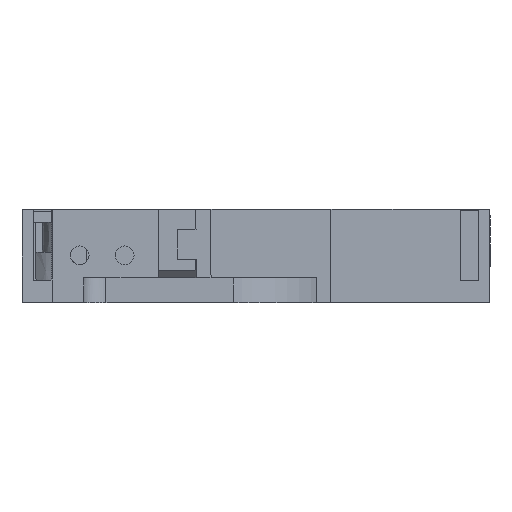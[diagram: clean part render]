
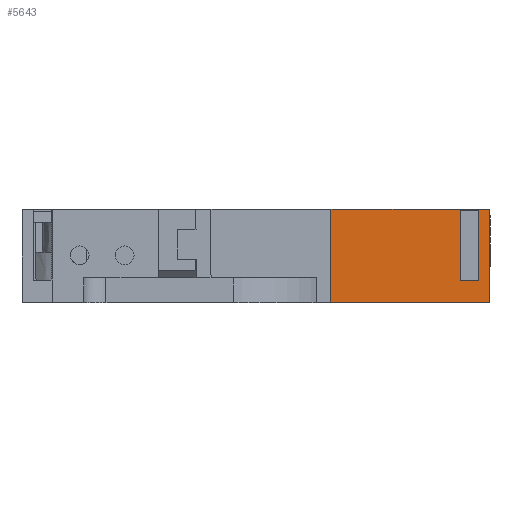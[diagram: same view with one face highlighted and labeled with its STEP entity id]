
A CAD part, front view. The second image highlights one B-rep face of the part: STEP entity #5643.
In plain terms, the highlighted planar face has unit normal (0, -1, 0).
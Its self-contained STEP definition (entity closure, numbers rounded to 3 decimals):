
#61 = PLANE ( 'NONE',  #9355 ) ;
#201 = CARTESIAN_POINT ( 'NONE',  ( 29.7, -39., -9.2 ) ) ;
#233 = CARTESIAN_POINT ( 'NONE',  ( 31.2, -39., 0.133 ) ) ;
#246 = CARTESIAN_POINT ( 'NONE',  ( 24.133, -39., -12.2 ) ) ;
#252 = VERTEX_POINT ( 'NONE', #1199 ) ;
#357 = CARTESIAN_POINT ( 'NONE',  ( 27.2, -39., -9.2 ) ) ;
#463 = CARTESIAN_POINT ( 'NONE',  ( 27.2, -39., 0.2 ) ) ;
#517 = CARTESIAN_POINT ( 'NONE',  ( 27.2, -39., 0. ) ) ;
#756 = VERTEX_POINT ( 'NONE', #7141 ) ;
#1087 = CARTESIAN_POINT ( 'NONE',  ( 21.533, -39., 0.2 ) ) ;
#1199 = CARTESIAN_POINT ( 'NONE',  ( 10., -39., -12.2 ) ) ;
#1324 = CARTESIAN_POINT ( 'NONE',  ( 29.7, -39., 0.2 ) ) ;
#1518 = EDGE_CURVE ( 'NONE', #2345, #7829, #1976, .T. ) ;
#1658 = CARTESIAN_POINT ( 'NONE',  ( 15.133, -39., 0.2 ) ) ;
#1667 = EDGE_CURVE ( 'NONE', #2345, #756, #4870, .T. ) ;
#1740 = CARTESIAN_POINT ( 'NONE',  ( 29.7, -39., -3.067 ) ) ;
#1976 = B_SPLINE_CURVE_WITH_KNOTS ( 'NONE', 3,
 ( #7240, #3528, #1087, #13541 ),
 .UNSPECIFIED., .F., .F.,
 ( 4, 4 ),
 ( 0., 1. ),
 .UNSPECIFIED. ) ;
#2345 = VERTEX_POINT ( 'NONE', #463 ) ;
#2385 = CARTESIAN_POINT ( 'NONE',  ( 29.7, -39., 0.133 ) ) ;
#2658 = VECTOR ( 'NONE', #4279, 1000. ) ;
#3136 = CARTESIAN_POINT ( 'NONE',  ( 10., -39., 0.2 ) ) ;
#3229 = ORIENTED_EDGE ( 'NONE', *, *, #14905, .T. ) ;
#3455 = VERTEX_POINT ( 'NONE', #11418 ) ;
#3528 = CARTESIAN_POINT ( 'NONE',  ( 24.367, -39., 0.2 ) ) ;
#3592 = ORIENTED_EDGE ( 'NONE', *, *, #7485, .T. ) ;
#3602 = CARTESIAN_POINT ( 'NONE',  ( 29.7, -39., 0.2 ) ) ;
#3637 = CARTESIAN_POINT ( 'NONE',  ( 31.2, -39., -8.133 ) ) ;
#3854 = ORIENTED_EDGE ( 'NONE', *, *, #1518, .T. ) ;
#3945 = CARTESIAN_POINT ( 'NONE',  ( 29.7, -39., -9.2 ) ) ;
#4025 = CARTESIAN_POINT ( 'NONE',  ( 10., -39., 0.067 ) ) ;
#4279 = DIRECTION ( 'NONE',  ( -1., 0., 0. ) ) ;
#4345 = EDGE_CURVE ( 'NONE', #14816, #9561, #14159, .T. ) ;
#4870 = B_SPLINE_CURVE_WITH_KNOTS ( 'NONE', 3,
 ( #12584, #9020, #11289, #517, #11454, #7559, #357 ),
 .UNSPECIFIED., .F., .F.,
 ( 4, 3, 4 ),
 ( -0.022, 0., 1. ),
 .UNSPECIFIED. ) ;
#4883 = VERTEX_POINT ( 'NONE', #3945 ) ;
#4888 = B_SPLINE_CURVE_WITH_KNOTS ( 'NONE', 3,
 ( #12734, #1658, #6577, #9009 ),
 .UNSPECIFIED., .F., .F.,
 ( 4, 4 ),
 ( 0., 1. ),
 .UNSPECIFIED. ) ;
#4897 = CARTESIAN_POINT ( 'NONE',  ( 29.7, -39., 0.067 ) ) ;
#4942 = ORIENTED_EDGE ( 'NONE', *, *, #1667, .F. ) ;
#5188 = CARTESIAN_POINT ( 'NONE',  ( 17.067, -39., -12.2 ) ) ;
#5248 = CARTESIAN_POINT ( 'NONE',  ( 10., -39., 0.2 ) ) ;
#5643 = ADVANCED_FACE ( 'NONE', ( #10987 ), #61, .T. ) ;
#6021 = B_SPLINE_CURVE_WITH_KNOTS ( 'NONE', 3,
 ( #12095, #10880, #15827, #1324 ),
 .UNSPECIFIED., .F., .F.,
 ( 4, 4 ),
 ( 0., 1. ),
 .UNSPECIFIED. ) ;
#6206 = CARTESIAN_POINT ( 'NONE',  ( 10., -39., 0. ) ) ;
#6352 = CARTESIAN_POINT ( 'NONE',  ( 28.033, -39., -9.2 ) ) ;
#6436 = CARTESIAN_POINT ( 'NONE',  ( 31.2, -39., 0.2 ) ) ;
#6454 = CARTESIAN_POINT ( 'NONE',  ( 10., -39., 0.133 ) ) ;
#6498 = B_SPLINE_CURVE_WITH_KNOTS ( 'NONE', 3,
 ( #5248, #6454, #4025, #6206, #11393, #14876, #9929 ),
 .UNSPECIFIED., .F., .F.,
 ( 4, 3, 4 ),
 ( -0.016, 0., 1. ),
 .UNSPECIFIED. ) ;
#6577 = CARTESIAN_POINT ( 'NONE',  ( 12.567, -39., 0.2 ) ) ;
#6742 = ORIENTED_EDGE ( 'NONE', *, *, #10937, .T. ) ;
#7141 = CARTESIAN_POINT ( 'NONE',  ( 27.2, -39., -9.2 ) ) ;
#7240 = CARTESIAN_POINT ( 'NONE',  ( 27.2, -39., 0.2 ) ) ;
#7328 = EDGE_CURVE ( 'NONE', #14816, #3455, #6021, .T. ) ;
#7485 = EDGE_CURVE ( 'NONE', #11387, #14523, #4888, .T. ) ;
#7559 = CARTESIAN_POINT ( 'NONE',  ( 27.2, -39., -6.133 ) ) ;
#7657 = ORIENTED_EDGE ( 'NONE', *, *, #4345, .F. ) ;
#7829 = VERTEX_POINT ( 'NONE', #9722 ) ;
#7994 = LINE ( 'NONE', #9052, #2658 ) ;
#9009 = CARTESIAN_POINT ( 'NONE',  ( 10., -39., 0.2 ) ) ;
#9020 = CARTESIAN_POINT ( 'NONE',  ( 27.2, -39., 0.133 ) ) ;
#9052 = CARTESIAN_POINT ( 'NONE',  ( 10., -39., 0.2 ) ) ;
#9355 = AXIS2_PLACEMENT_3D ( 'NONE', #15934, #12280, #9774 ) ;
#9487 = B_SPLINE_CURVE_WITH_KNOTS ( 'NONE', 3,
 ( #201, #10236, #6352, #11296 ),
 .UNSPECIFIED., .F., .F.,
 ( 4, 4 ),
 ( 0., 1. ),
 .UNSPECIFIED. ) ;
#9561 = VERTEX_POINT ( 'NONE', #11567 ) ;
#9722 = CARTESIAN_POINT ( 'NONE',  ( 18.7, -39., 0.2 ) ) ;
#9774 = DIRECTION ( 'NONE',  ( 0., 0., -1. ) ) ;
#9781 = CARTESIAN_POINT ( 'NONE',  ( 31.2, -39., 0.067 ) ) ;
#9819 = CARTESIAN_POINT ( 'NONE',  ( 29.7, -39., 0. ) ) ;
#9929 = CARTESIAN_POINT ( 'NONE',  ( 10., -39., -12.2 ) ) ;
#10026 = CARTESIAN_POINT ( 'NONE',  ( 31.2, -39., 0.2 ) ) ;
#10115 = CARTESIAN_POINT ( 'NONE',  ( 10., -39., -12.2 ) ) ;
#10225 = CARTESIAN_POINT ( 'NONE',  ( 29.7, -39., -6.133 ) ) ;
#10236 = CARTESIAN_POINT ( 'NONE',  ( 28.867, -39., -9.2 ) ) ;
#10880 = CARTESIAN_POINT ( 'NONE',  ( 30.7, -39., 0.2 ) ) ;
#10937 = EDGE_CURVE ( 'NONE', #14523, #252, #6498, .T. ) ;
#10987 = FACE_OUTER_BOUND ( 'NONE', #13589, .T. ) ;
#11289 = CARTESIAN_POINT ( 'NONE',  ( 27.2, -39., 0.067 ) ) ;
#11296 = CARTESIAN_POINT ( 'NONE',  ( 27.2, -39., -9.2 ) ) ;
#11341 = CARTESIAN_POINT ( 'NONE',  ( 31.2, -39., -12.2 ) ) ;
#11387 = VERTEX_POINT ( 'NONE', #14970 ) ;
#11393 = CARTESIAN_POINT ( 'NONE',  ( 10., -39., -4.067 ) ) ;
#11418 = CARTESIAN_POINT ( 'NONE',  ( 29.7, -39., 0.2 ) ) ;
#11454 = CARTESIAN_POINT ( 'NONE',  ( 27.2, -39., -3.067 ) ) ;
#11466 = EDGE_CURVE ( 'NONE', #7829, #11387, #7994, .T. ) ;
#11567 = CARTESIAN_POINT ( 'NONE',  ( 31.2, -39., -12.2 ) ) ;
#12095 = CARTESIAN_POINT ( 'NONE',  ( 31.2, -39., 0.2 ) ) ;
#12113 = B_SPLINE_CURVE_WITH_KNOTS ( 'NONE', 3,
 ( #11341, #246, #5188, #10115 ),
 .UNSPECIFIED., .F., .F.,
 ( 4, 4 ),
 ( 0., 1. ),
 .UNSPECIFIED. ) ;
#12190 = EDGE_CURVE ( 'NONE', #3455, #4883, #13591, .T. ) ;
#12280 = DIRECTION ( 'NONE',  ( 0., -1., 0. ) ) ;
#12376 = CARTESIAN_POINT ( 'NONE',  ( 31.2, -39., 0. ) ) ;
#12584 = CARTESIAN_POINT ( 'NONE',  ( 27.2, -39., 0.2 ) ) ;
#12734 = CARTESIAN_POINT ( 'NONE',  ( 17.7, -39., 0.2 ) ) ;
#13195 = ORIENTED_EDGE ( 'NONE', *, *, #12190, .T. ) ;
#13290 = ORIENTED_EDGE ( 'NONE', *, *, #7328, .T. ) ;
#13541 = CARTESIAN_POINT ( 'NONE',  ( 18.7, -39., 0.2 ) ) ;
#13589 = EDGE_LOOP ( 'NONE', ( #13888, #3592, #6742, #15557, #7657, #13290, #13195, #3229, #4942, #3854 ) ) ;
#13591 = B_SPLINE_CURVE_WITH_KNOTS ( 'NONE', 3,
 ( #3602, #2385, #4897, #9819, #1740, #10225, #15010 ),
 .UNSPECIFIED., .F., .F.,
 ( 4, 3, 4 ),
 ( -0.022, 0., 1. ),
 .UNSPECIFIED. ) ;
#13888 = ORIENTED_EDGE ( 'NONE', *, *, #11466, .T. ) ;
#14159 = B_SPLINE_CURVE_WITH_KNOTS ( 'NONE', 3,
 ( #10026, #233, #9781, #12376, #14724, #3637, #14972 ),
 .UNSPECIFIED., .F., .F.,
 ( 4, 3, 4 ),
 ( -0.016, 0., 1. ),
 .UNSPECIFIED. ) ;
#14523 = VERTEX_POINT ( 'NONE', #3136 ) ;
#14724 = CARTESIAN_POINT ( 'NONE',  ( 31.2, -39., -4.067 ) ) ;
#14816 = VERTEX_POINT ( 'NONE', #6436 ) ;
#14876 = CARTESIAN_POINT ( 'NONE',  ( 10., -39., -8.133 ) ) ;
#14905 = EDGE_CURVE ( 'NONE', #4883, #756, #9487, .T. ) ;
#14970 = CARTESIAN_POINT ( 'NONE',  ( 17.7, -39., 0.2 ) ) ;
#14972 = CARTESIAN_POINT ( 'NONE',  ( 31.2, -39., -12.2 ) ) ;
#15010 = CARTESIAN_POINT ( 'NONE',  ( 29.7, -39., -9.2 ) ) ;
#15557 = ORIENTED_EDGE ( 'NONE', *, *, #15746, .F. ) ;
#15746 = EDGE_CURVE ( 'NONE', #9561, #252, #12113, .T. ) ;
#15827 = CARTESIAN_POINT ( 'NONE',  ( 30.2, -39., 0.2 ) ) ;
#15934 = CARTESIAN_POINT ( 'NONE',  ( 10., -39., 0. ) ) ;
